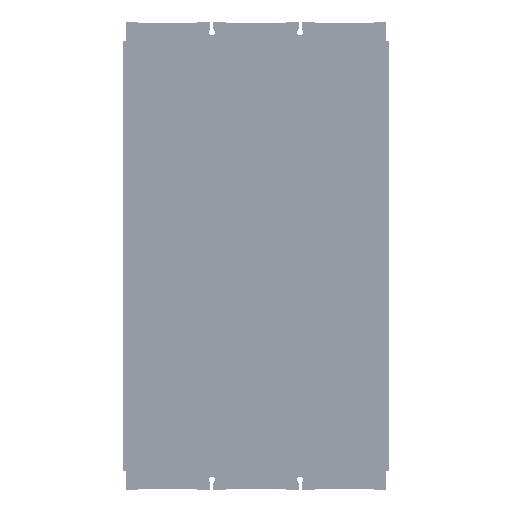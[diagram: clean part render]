
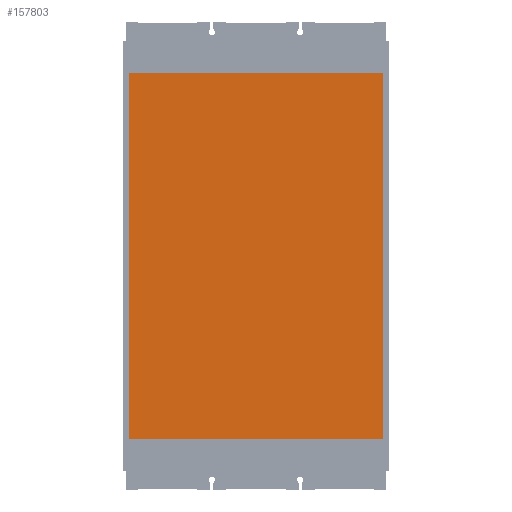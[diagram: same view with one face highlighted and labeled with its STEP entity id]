
A CAD part, front view. The second image highlights one B-rep face of the part: STEP entity #157803.
In plain terms, the highlighted planar face has unit normal (0, -1, 0).
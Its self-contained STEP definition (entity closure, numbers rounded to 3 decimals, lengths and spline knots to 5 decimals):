
#58156=DIRECTION('',(0.,0.,-1.));
#58157=VECTOR('',#58156,0.289);
#58158=CARTESIAN_POINT('',(0.0045,0.0005,-0.0407));
#58159=LINE('',#58158,#58157);
#58176=DIRECTION('',(0.,0.,1.));
#58177=VECTOR('',#58176,0.289);
#58178=CARTESIAN_POINT('',(0.2055,0.0005,-0.3297));
#58179=LINE('',#58178,#58177);
#58184=DIRECTION('',(1.,0.,0.));
#58185=VECTOR('',#58184,0.201);
#58186=CARTESIAN_POINT('',(0.0045,0.0005,-0.3297));
#58187=LINE('',#58186,#58185);
#58188=DIRECTION('',(-1.,0.,0.));
#58189=VECTOR('',#58188,0.201);
#58190=CARTESIAN_POINT('',(0.2055,0.0005,-0.0407));
#58191=LINE('',#58190,#58189);
#71949=CARTESIAN_POINT('',(0.0045,0.0005,-0.3297));
#71950=CARTESIAN_POINT('',(0.2055,0.0005,-0.3297));
#71951=VERTEX_POINT('',#71949);
#71952=VERTEX_POINT('',#71950);
#71953=CARTESIAN_POINT('',(0.2055,0.0005,-0.0407));
#71954=CARTESIAN_POINT('',(0.0045,0.0005,-0.0407));
#71955=VERTEX_POINT('',#71953);
#71956=VERTEX_POINT('',#71954);
#157792=CARTESIAN_POINT('',(0.105,0.0005,-0.1847));
#157793=DIRECTION('',(0.,-1.,0.));
#157794=DIRECTION('',(1.,0.,0.));
#157795=AXIS2_PLACEMENT_3D('',#157792,#157793,#157794);
#157796=PLANE('',#157795);
#157797=ORIENTED_EDGE('',*,*,#157773,.F.);
#157798=ORIENTED_EDGE('',*,*,#157786,.F.);
#157799=ORIENTED_EDGE('',*,*,#157744,.F.);
#157800=ORIENTED_EDGE('',*,*,#157759,.F.);
#157801=EDGE_LOOP('',(#157797,#157798,#157799,#157800));
#157802=FACE_OUTER_BOUND('',#157801,.F.);
#157803=ADVANCED_FACE('',(#157802),#157796,.T.);
#157744=EDGE_CURVE('',#71956,#71951,#58159,.T.);
#157759=EDGE_CURVE('',#71955,#71956,#58191,.T.);
#157773=EDGE_CURVE('',#71952,#71955,#58179,.T.);
#157786=EDGE_CURVE('',#71951,#71952,#58187,.T.);
